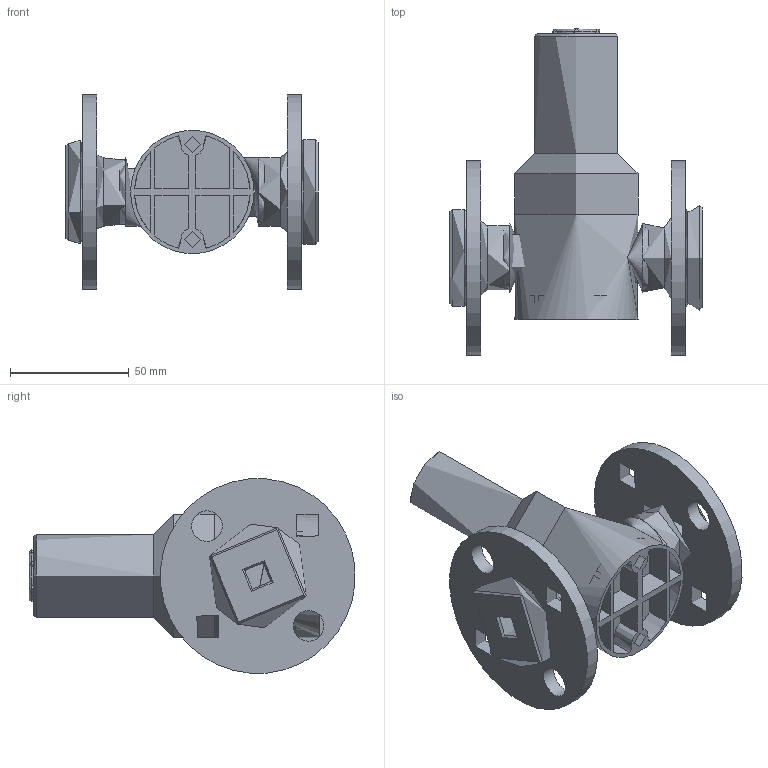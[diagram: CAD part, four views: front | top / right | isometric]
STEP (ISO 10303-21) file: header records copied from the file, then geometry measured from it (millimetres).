
FILE_DESCRIPTION (( 'STEP AP214' ), '1' );
FILE_NAME ('1-2-1104-0X-150.step', '2019-07-24T09:05:31', ( '' ), ( '' ), 'SwSTEP 2.0', 'SolidWorks 2019', '' );
FILE_SCHEMA (( 'AUTOMOTIVE_DESIGN' ));
Length unit declared in the file: millimetre
Products named in the file (14): Moulded body screw in flance stubs .5 inch PVC; 1-2-1104-0X-150; PVC Bonnet all size; 20mm cap; 16mm moulded body PS-95-342   PVC; 1-2 inch ANSI 150  SS BR; PVC Bonnet all size_20mm GFPP
Assembly tree (9 placements, depth 2):
  1-2-1104-0X-150
    Moulded body screw in flance stubs .5 inch PVC
    Moulded body screw in flance stubs .5 inch PVC
  PVC Bonnet all size
  20mm cap
  1-2-1104-0X-150
    1-2 inch ANSI 150  SS BR  x2
    PVC Bonnet all size_20mm GFPP
    20mm cap
    16mm moulded body PS-95-342   PVC
    Moulded body screw in flance stubs .5 inch PVC  x2
  16mm moulded body PS-95-342   PVC
Bounding box: 106.25 x 137.35 x 81.9 mm (x, y, z)
Volume: 287265.5 mm3; surface area: 72307.5 mm2
Topology: 7 solids, 7 shells, 162 faces, 364 edges, 239 vertices
Faces by surface type: cylinder 67, plane 65, bspline 11, cone 10, torus 9
Full cylindrical faces by diameter (mm): 7 x2, 12 x2, 12.923 x8, 14.95 x9, 20.98 x2, 26.978 x2, 29 x4, 32.308 x2, 34 x2, 35 x1, 38 x1, 44 x2, 52 x2, 82.154 x2
Entity records: 8466 total; most frequent: CARTESIAN_POINT 5425, DIRECTION 578, ORIENTED_EDGE 480, AXIS2_PLACEMENT_3D 242, EDGE_CURVE 240, EDGE_LOOP 200, VERTEX_POINT 174, FACE_OUTER_BOUND 162
